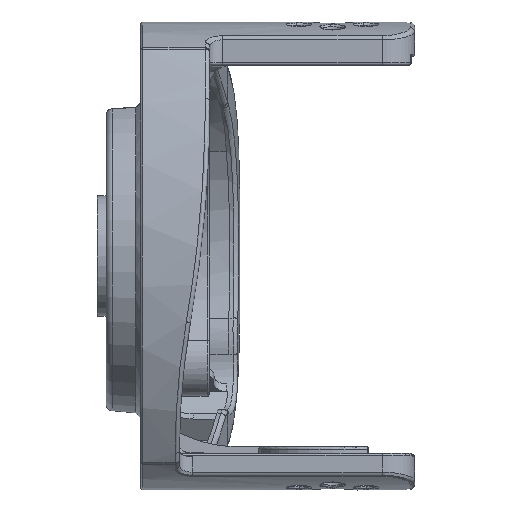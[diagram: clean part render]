
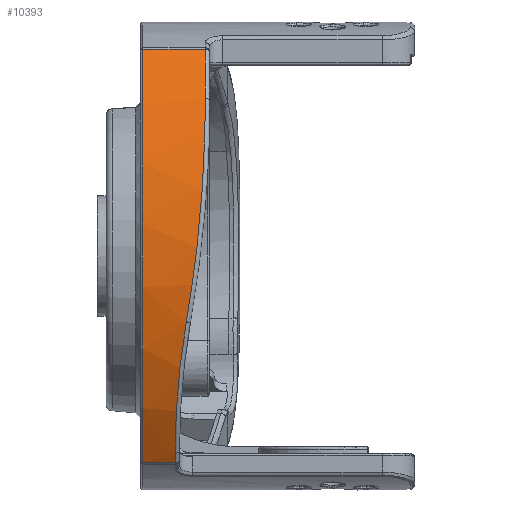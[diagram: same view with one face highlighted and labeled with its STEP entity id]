
A CAD part, left-side view. The second image highlights one B-rep face of the part: STEP entity #10393.
In plain terms, the highlighted cylindrical face has radius 85.7 mm (diameter 171.4 mm), a partial arc.
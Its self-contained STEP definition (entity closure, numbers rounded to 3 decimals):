
#973=FACE_OUTER_BOUND('',#1601,.T.);
#1601=EDGE_LOOP('',(#8800,#8801,#8802,#8803,#8804,#8805,#8806,#8807));
#1974=LINE('',#27472,#2577);
#2301=LINE('',#31852,#2904);
#2577=VECTOR('',#12855,1000.);
#2904=VECTOR('',#13904,1000.);
#3304=CIRCLE('',#11074,85.7);
#3336=CIRCLE('',#11176,85.7);
#3427=CIRCLE('',#11341,85.7);
#3878=B_SPLINE_CURVE_WITH_KNOTS('',3,(#31007,#31008,#31009,#31010,#31011,
#31012,#31013,#31014,#31015,#31016,#31017,#31018,#31019,#31020,#31021,#31022,
#31023,#31024,#31025,#31026,#31027,#31028,#31029,#31030,#31031,#31032,#31033,
#31034,#31035,#31036,#31037,#31038,#31039,#31040,#31041,#31042,#31043,#31044,
#31045,#31046),.UNSPECIFIED.,.F.,.F.,(4,3,3,3,3,3,3,3,3,3,3,3,3,4),(0.,
0.003,0.006,0.008,0.011,
0.014,0.016,0.019,0.022,
0.025,0.026,0.029,0.032,
0.033),.UNSPECIFIED.);
#3880=B_SPLINE_CURVE_WITH_KNOTS('',3,(#31110,#31111,#31112,#31113,#31114,
#31115,#31116,#31117,#31118,#31119,#31120,#31121,#31122,#31123,#31124,#31125,
#31126,#31127,#31128,#31129,#31130,#31131),.UNSPECIFIED.,.F.,.F.,(4,3,3,
3,3,3,3,4),(0.009,0.013,0.026,0.03,
0.033,0.04,0.049,0.053),
 .UNSPECIFIED.);
#3883=B_SPLINE_CURVE_WITH_KNOTS('',3,(#31151,#31152,#31153,#31154),
 .UNSPECIFIED.,.F.,.F.,(4,4),(0.,0.009),.UNSPECIFIED.);
#4392=VERTEX_POINT('',#27470);
#4393=VERTEX_POINT('',#27471);
#4420=VERTEX_POINT('',#27609);
#4576=VERTEX_POINT('',#29727);
#4776=VERTEX_POINT('',#30965);
#4777=VERTEX_POINT('',#30969);
#4779=VERTEX_POINT('',#31004);
#4781=VERTEX_POINT('',#31109);
#5649=EDGE_CURVE('',#4392,#4393,#1974,.T.);
#5694=EDGE_CURVE('',#4392,#4420,#3304,.T.);
#5933=EDGE_CURVE('',#4576,#4393,#3336,.T.);
#6179=EDGE_CURVE('',#4777,#4776,#3427,.T.);
#6182=EDGE_CURVE('',#4779,#4777,#3878,.T.);
#6184=EDGE_CURVE('',#4781,#4779,#3880,.T.);
#6187=EDGE_CURVE('',#4420,#4781,#3883,.T.);
#6303=EDGE_CURVE('',#4776,#4576,#2301,.T.);
#8800=ORIENTED_EDGE('',*,*,#5933,.F.);
#8801=ORIENTED_EDGE('',*,*,#6303,.F.);
#8802=ORIENTED_EDGE('',*,*,#6179,.F.);
#8803=ORIENTED_EDGE('',*,*,#6182,.F.);
#8804=ORIENTED_EDGE('',*,*,#6184,.F.);
#8805=ORIENTED_EDGE('',*,*,#6187,.F.);
#8806=ORIENTED_EDGE('',*,*,#5694,.F.);
#8807=ORIENTED_EDGE('',*,*,#5649,.T.);
#9922=CYLINDRICAL_SURFACE('',#11399,85.7);
#10393=ADVANCED_FACE('',(#973),#9922,.T.);
#11074=AXIS2_PLACEMENT_3D('',#27610,#12944,#12945);
#11176=AXIS2_PLACEMENT_3D('',#29735,#13280,#13281);
#11341=AXIS2_PLACEMENT_3D('',#30972,#13716,#13717);
#11399=AXIS2_PLACEMENT_3D('',#31853,#13905,#13906);
#12855=DIRECTION('',(0.,1.,0.));
#12944=DIRECTION('center_axis',(0.,-1.,0.));
#12945=DIRECTION('ref_axis',(0.,0.,1.));
#13280=DIRECTION('center_axis',(0.,1.,0.));
#13281=DIRECTION('ref_axis',(0.,0.,1.));
#13716=DIRECTION('center_axis',(0.,-1.,0.));
#13717=DIRECTION('ref_axis',(0.,0.,1.));
#13904=DIRECTION('',(0.,1.,0.));
#13905=DIRECTION('center_axis',(0.,1.,0.));
#13906=DIRECTION('ref_axis',(0.,0.,1.));
#27470=CARTESIAN_POINT('',(-105.144,320.551,64.198));
#27471=CARTESIAN_POINT('',(-105.144,335.051,64.198));
#27472=CARTESIAN_POINT('',(-105.144,-129.362,64.198));
#27609=CARTESIAN_POINT('',(-111.648,320.551,52.75));
#27610=CARTESIAN_POINT('Origin',(-34.103,320.551,16.264));
#29727=CARTESIAN_POINT('',(-105.144,335.051,-31.67));
#29735=CARTESIAN_POINT('Origin',(-34.103,335.051,16.264));
#30965=CARTESIAN_POINT('',(-105.144,327.551,-31.67));
#30969=CARTESIAN_POINT('',(-106.589,327.551,-29.455));
#30972=CARTESIAN_POINT('Origin',(-34.103,327.551,16.264));
#31004=CARTESIAN_POINT('',(-118.433,324.958,1.004));
#31007=CARTESIAN_POINT('Ctrl Pts',(-118.433,324.958,1.004));
#31008=CARTESIAN_POINT('Ctrl Pts',(-118.262,325.12,0.059));
#31009=CARTESIAN_POINT('Ctrl Pts',(-118.076,325.273,-0.881));
#31010=CARTESIAN_POINT('Ctrl Pts',(-117.874,325.419,-1.817));
#31011=CARTESIAN_POINT('Ctrl Pts',(-117.671,325.564,-2.756));
#31012=CARTESIAN_POINT('Ctrl Pts',(-117.453,325.702,-3.691));
#31013=CARTESIAN_POINT('Ctrl Pts',(-117.22,325.832,-4.621));
#31014=CARTESIAN_POINT('Ctrl Pts',(-117.023,325.941,-5.404));
#31015=CARTESIAN_POINT('Ctrl Pts',(-116.815,326.044,-6.184));
#31016=CARTESIAN_POINT('Ctrl Pts',(-116.597,326.142,-6.961));
#31017=CARTESIAN_POINT('Ctrl Pts',(-116.336,326.258,-7.887));
#31018=CARTESIAN_POINT('Ctrl Pts',(-116.059,326.367,-8.809));
#31019=CARTESIAN_POINT('Ctrl Pts',(-115.767,326.468,-9.726));
#31020=CARTESIAN_POINT('Ctrl Pts',(-115.476,326.569,-10.641));
#31021=CARTESIAN_POINT('Ctrl Pts',(-115.169,326.662,-11.552));
#31022=CARTESIAN_POINT('Ctrl Pts',(-114.846,326.748,-12.458));
#31023=CARTESIAN_POINT('Ctrl Pts',(-114.579,326.819,-13.21));
#31024=CARTESIAN_POINT('Ctrl Pts',(-114.301,326.885,-13.958));
#31025=CARTESIAN_POINT('Ctrl Pts',(-114.012,326.946,-14.703));
#31026=CARTESIAN_POINT('Ctrl Pts',(-113.673,327.018,-15.579));
#31027=CARTESIAN_POINT('Ctrl Pts',(-113.318,327.083,-16.45));
#31028=CARTESIAN_POINT('Ctrl Pts',(-112.949,327.142,-17.318));
#31029=CARTESIAN_POINT('Ctrl Pts',(-112.583,327.2,-18.178));
#31030=CARTESIAN_POINT('Ctrl Pts',(-112.201,327.252,-19.034));
#31031=CARTESIAN_POINT('Ctrl Pts',(-111.805,327.297,-19.886));
#31032=CARTESIAN_POINT('Ctrl Pts',(-111.441,327.339,-20.668));
#31033=CARTESIAN_POINT('Ctrl Pts',(-111.065,327.375,-21.446));
#31034=CARTESIAN_POINT('Ctrl Pts',(-110.676,327.406,-22.221));
#31035=CARTESIAN_POINT('Ctrl Pts',(-110.425,327.426,-22.72));
#31036=CARTESIAN_POINT('Ctrl Pts',(-110.168,327.444,-23.219));
#31037=CARTESIAN_POINT('Ctrl Pts',(-109.906,327.46,-23.715));
#31038=CARTESIAN_POINT('Ctrl Pts',(-109.522,327.483,-24.444));
#31039=CARTESIAN_POINT('Ctrl Pts',(-109.126,327.502,-25.168));
#31040=CARTESIAN_POINT('Ctrl Pts',(-108.721,327.516,-25.886));
#31041=CARTESIAN_POINT('Ctrl Pts',(-108.253,327.532,-26.714));
#31042=CARTESIAN_POINT('Ctrl Pts',(-107.772,327.543,-27.534));
#31043=CARTESIAN_POINT('Ctrl Pts',(-107.277,327.548,-28.346));
#31044=CARTESIAN_POINT('Ctrl Pts',(-107.05,327.55,-28.717));
#31045=CARTESIAN_POINT('Ctrl Pts',(-106.821,327.551,-29.087));
#31046=CARTESIAN_POINT('Ctrl Pts',(-106.589,327.551,-29.455));
#31109=CARTESIAN_POINT('',(-115.154,320.673,44.108));
#31110=CARTESIAN_POINT('Ctrl Pts',(-115.154,320.673,44.108));
#31111=CARTESIAN_POINT('Ctrl Pts',(-115.585,320.709,42.852));
#31112=CARTESIAN_POINT('Ctrl Pts',(-115.986,320.752,41.589));
#31113=CARTESIAN_POINT('Ctrl Pts',(-116.358,320.804,40.317));
#31114=CARTESIAN_POINT('Ctrl Pts',(-117.596,320.976,36.082));
#31115=CARTESIAN_POINT('Ctrl Pts',(-118.508,321.24,31.759));
#31116=CARTESIAN_POINT('Ctrl Pts',(-119.083,321.607,27.346));
#31117=CARTESIAN_POINT('Ctrl Pts',(-119.227,321.699,26.242));
#31118=CARTESIAN_POINT('Ctrl Pts',(-119.35,321.798,25.132));
#31119=CARTESIAN_POINT('Ctrl Pts',(-119.451,321.902,24.025));
#31120=CARTESIAN_POINT('Ctrl Pts',(-119.551,322.006,22.918));
#31121=CARTESIAN_POINT('Ctrl Pts',(-119.63,322.117,21.813));
#31122=CARTESIAN_POINT('Ctrl Pts',(-119.687,322.233,20.71));
#31123=CARTESIAN_POINT('Ctrl Pts',(-119.802,322.465,18.502));
#31124=CARTESIAN_POINT('Ctrl Pts',(-119.831,322.721,16.301));
#31125=CARTESIAN_POINT('Ctrl Pts',(-119.776,323.001,14.106));
#31126=CARTESIAN_POINT('Ctrl Pts',(-119.697,323.395,11.005));
#31127=CARTESIAN_POINT('Ctrl Pts',(-119.452,323.837,7.915));
#31128=CARTESIAN_POINT('Ctrl Pts',(-119.038,324.325,4.838));
#31129=CARTESIAN_POINT('Ctrl Pts',(-118.866,324.528,3.558));
#31130=CARTESIAN_POINT('Ctrl Pts',(-118.664,324.739,2.28));
#31131=CARTESIAN_POINT('Ctrl Pts',(-118.433,324.958,1.004));
#31151=CARTESIAN_POINT('Ctrl Pts',(-111.648,320.551,52.75));
#31152=CARTESIAN_POINT('Ctrl Pts',(-112.982,320.551,49.915));
#31153=CARTESIAN_POINT('Ctrl Pts',(-114.149,320.591,47.033));
#31154=CARTESIAN_POINT('Ctrl Pts',(-115.154,320.673,44.108));
#31852=CARTESIAN_POINT('',(-105.144,-129.362,-31.67));
#31853=CARTESIAN_POINT('Origin',(-34.103,-129.362,16.264));
